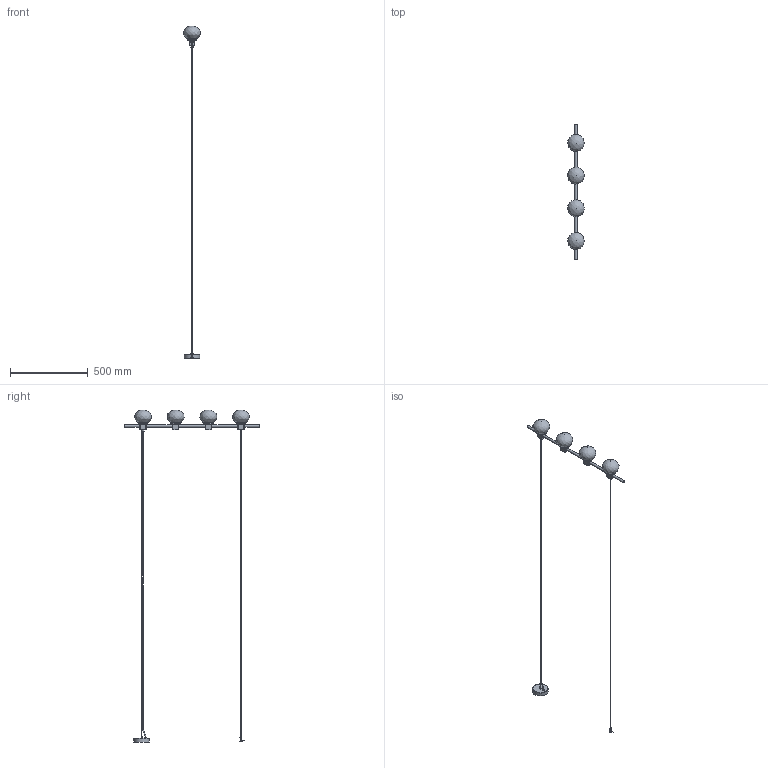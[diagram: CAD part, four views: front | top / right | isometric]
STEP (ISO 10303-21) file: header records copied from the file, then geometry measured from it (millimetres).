
FILE_DESCRIPTION (( 'STEP AP214' ), '1' );
FILE_NAME ('Ovoid_pendant_quadruple_v0.3.STEP', '2024-05-08T09:56:01', ( '' ), ( '' ), 'SwSTEP 2.0', 'SolidWorks 2017', '' );
FILE_SCHEMA (( 'AUTOMOTIVE_DESIGN' ));
Length unit declared in the file: millimetre
Products named in the file (28): Pond_frame_weld_on_end_cap; Cable_gripper_M10x1-15mm_Cable_gripper_quadruplecanopy_M10x1-15mm\; Steel_wire_2000; Metal_strain_relief_m10x1_Steel_v1.0; Pond_square_tube_cover_config_no_hole_basic_version; Grommet_5101; Pond_wall_square_tube_cover_bracket_tilted; Pond_wall_square_tube_with holes; Pond_square_tube_cover_config_2mm_basic_version; Pond_square_tube_cover_config_10 and 2mm_basic_version; Pond_square_tube_cover_config_V1.1 Square tube cover - no holes; Pond_wall_tube_v0.1_Wall tube  quadruple V1.1; Pond_glass_shade_v0.2_V0.2; Ovoid_quadruplependant_cable; Ovoid_Shade_Assembly_V0.1_Basic_version; Ovoid_pendant_quadruple_v0.3; Pond_shade_cover_v0.2_V0.3; Pond_frame_assembly_v0.2_Pendant_quadruple_basic; Ceiling_mount_m10x1; Pond_wall_square_tube_cover_No hole; socket set screw cup point_din_DIN 916 - M4 x 6-N; M6x6 set screw_Plastic black; Steab_Grommet_Steab_Grommet_6233 6; Canopy_100mm_x_25mm_Canopy_quadruple_100mm_x_25mm; Ovoid_canopy_v0.1_Quadruple_basic_version; Pond_wall_square_tube_cover_Steel cable version; Pond_wall_square_tube_cover_Large hole + steel cable; Ovoid_cable_gripper_safestop
Assembly tree (48 placements, depth 4):
  Ovoid_pendant_quadruple_v0.3
    Pond_frame_assembly_v0.2_Pendant_quadruple_basic
      Pond_wall_square_tube_with holes  x4
      Pond_wall_tube_v0.1_Wall tube  quadruple V1.1
      Pond_square_tube_cover_config_10 and 2mm_basic_version
        Pond_wall_square_tube_cover_Large hole + steel cable
      Pond_square_tube_cover_config_no_hole_basic_version
        Pond_wall_square_tube_cover_No hole
      Pond_square_tube_cover_config_V1.1 Square tube cover - no holes
        Pond_wall_square_tube_cover_No hole
        Pond_wall_square_tube_cover_bracket_tilted
      Pond_square_tube_cover_config_2mm_basic_version
        Pond_wall_square_tube_cover_Steel cable version
      Pond_frame_weld_on_end_cap  x2
      Pond_shade_cover_v0.2_V0.3  x4
    Ovoid_Shade_Assembly_V0.1_Basic_version  x4
      Pond_glass_shade_v0.2_V0.2
    Ovoid_canopy_v0.1_Quadruple_basic_version
      Canopy_100mm_x_25mm_Canopy_quadruple_100mm_x_25mm
      Cable_gripper_M10x1-15mm_Cable_gripper_quadruplecanopy_M10x1-15mm\
      Steab_Grommet_Steab_Grommet_6233 6
    Metal_strain_relief_m10x1_Steel_v1.0
    Grommet_5101
    M6x6 set screw_Plastic black
    Cable_gripper_M10x1-15mm_Cable_gripper_quadruplecanopy_M10x1-15mm\
    Ceiling_mount_m10x1
    Steel_wire_2000  x2
    Ovoid_quadruplependant_cable
    Ovoid_cable_gripper_safestop  x2
    socket set screw cup point_din_DIN 916 - M4 x 6-N  x8
Bounding box: 108.52 x 873 x 2136.08 mm (x, y, z)
Volume: 326123.2 mm3; surface area: 490925.9 mm2
Topology: 42 solids, 42 shells, 853 faces, 2351 edges, 1576 vertices
Faces by surface type: plane 348, cylinder 334, bspline 113, cone 38, torus 20
Full cylindrical faces by diameter (mm): 1 x4, 1.5 x3, 2 x2, 2.2 x2, 2.5 x8, 2.7 x12, 3.3 x8, 4 x13, 5 x8, 5.7 x4, 5.9 x1, 6 x2, 6.7 x1, 7 x1, 7.7 x1, 8 x4, 9 x5, 10 x2, 10.5 x2, 10.8 x1, 12 x1, 13 x4, 14 x4, 15 x3, 15.15 x8, 16 x1, 30 x4, 60 x4, 62 x4, 98.34 x1
Entity records: 77440 total; most frequent: CARTESIAN_POINT 65566, ORIENTED_EDGE 2316, DIRECTION 1975, EDGE_CURVE 1158, VERTEX_POINT 835, AXIS2_PLACEMENT_3D 768, EDGE_LOOP 665, FACE_OUTER_BOUND 546
